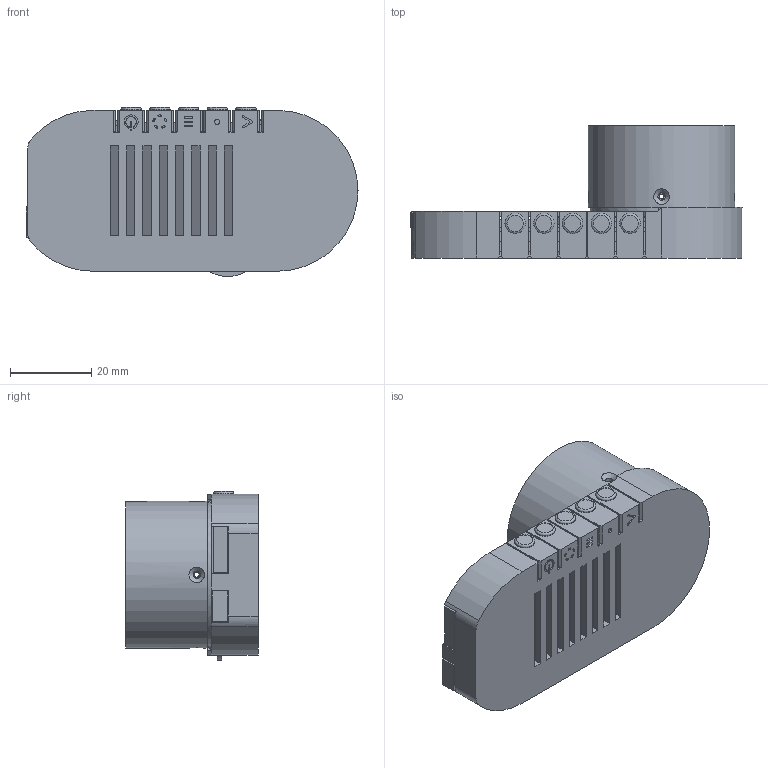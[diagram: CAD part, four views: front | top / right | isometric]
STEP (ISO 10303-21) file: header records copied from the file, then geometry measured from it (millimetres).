
FILE_DESCRIPTION(/* description */ (''),/* implementation_level */ '2;1');
FILE_NAME(/* name */ 'um016-microscope-rtangle-mount.step',/* time_stamp */ '2019-01-17T20:44:57-08:00',/* author */ (''),/* organization */ (''),/* preprocessor_version */ 'ST-DEVELOPER v17.2',/* originating_system */ 'Autodesk Translation Framework v7.6.0.251',/* authorisation */ '');
FILE_SCHEMA (('AUTOMOTIVE_DESIGN { 1 0 10303 214 3 1 1 }'));
Length unit declared in the file: millimetre
Products named in the file (5): um016-microscope-rtangle-mount; um016-pcb; um016-optics; um016-box-bottom; um016-box-top
Assembly tree (4 placements, depth 2):
  um016-microscope-rtangle-mount
    um016-pcb
    um016-optics
    um016-box-bottom
    um016-box-top
Bounding box: 81.51 x 32.5 x 41.49 mm (x, y, z)
Volume: 22840.3 mm3; surface area: 29420 mm2
Topology: 13 solids, 13 shells, 637 faces, 1720 edges, 1119 vertices
Faces by surface type: plane 382, cylinder 186, cone 43, bspline 18, torus 7, sphere 1
Full cylindrical faces by diameter (mm): 1.2 x8, 1.25 x1, 1.4 x4, 1.8 x11, 2.2 x1, 4 x1, 4.4 x1, 4.6 x1, 5 x5, 11 x1, 18 x1, 31.6 x1, 32 x1, 36 x1
Entity records: 21415 total; most frequent: CARTESIAN_POINT 5043, ORIENTED_EDGE 3402, DIRECTION 3325, EDGE_CURVE 1701, LINE 1129, VECTOR 1129, VERTEX_POINT 1119, AXIS2_PLACEMENT_3D 1098
